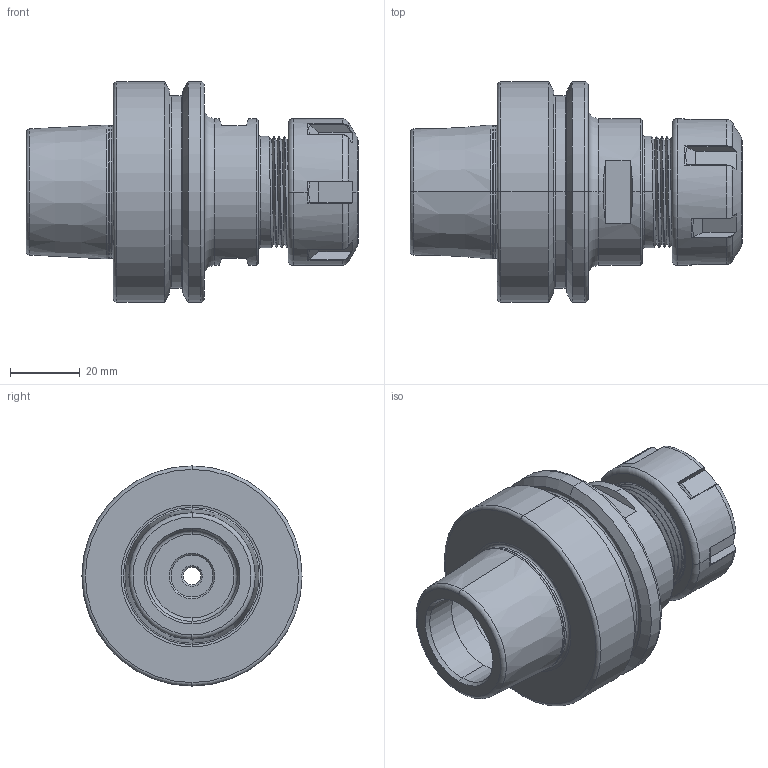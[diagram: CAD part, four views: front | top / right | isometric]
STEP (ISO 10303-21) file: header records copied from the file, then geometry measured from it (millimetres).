
FILE_DESCRIPTION (( 'STEP AP203' ), '1' );
FILE_NAME ('F63.02.16.STEP', '2017-12-25T09:55:21', ( '' ), ( '' ), 'SwSTEP 2.0', 'SolidWorks 2012', '' );
FILE_SCHEMA (( 'CONFIG_CONTROL_DESIGN' ));
Length unit declared in the file: millimetre
Products named in the file (3): F63.02.16; 2-01.100.0250200C7_ER25螺帽(六溝)
Assembly tree (2 placements, depth 2):
  F63.02.16
    F63.02.16
    2-01.100.0250200C7_ER25螺帽(六溝)
Bounding box: 95 x 63 x 63 mm (x, y, z)
Volume: 115760.6 mm3; surface area: 32151.2 mm2
Topology: 2 solids, 2 shells, 243 faces, 591 edges, 361 vertices
Faces by surface type: cylinder 62, plane 58, torus 56, bspline 38, cone 29
Entity records: 11172 total; most frequent: CARTESIAN_POINT 5660, ORIENTED_EDGE 1182, DIRECTION 992, EDGE_CURVE 591, AXIS2_PLACEMENT_3D 419, VERTEX_POINT 361, EDGE_LOOP 256, ADVANCED_FACE 243
